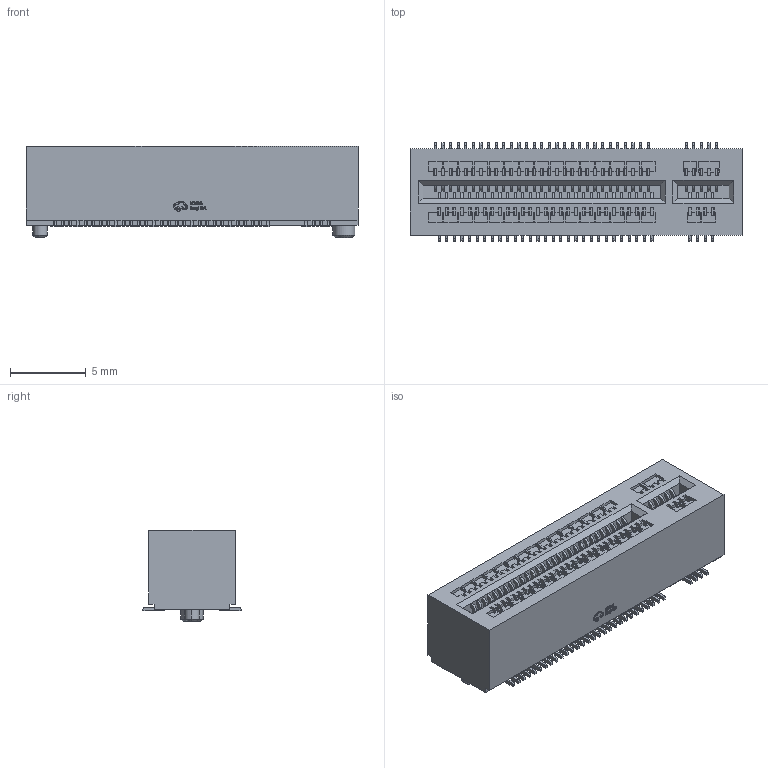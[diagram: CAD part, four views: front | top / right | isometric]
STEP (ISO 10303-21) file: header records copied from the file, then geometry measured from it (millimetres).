
FILE_DESCRIPTION (( 'STEP AP214' ), '1' );
FILE_NAME ('CONN-SMD_HYCW19M-05NGFF-530B.STEP', '2024-12-08T12:36:20', ( '' ), ( '' ), 'SwSTEP 2.0', 'SolidWorks 2020', '' );
FILE_SCHEMA (( 'AUTOMOTIVE_DESIGN' ));
Length unit declared in the file: millimetre
Products named in the file (1): CONN-SMD_HYCW19M-05NGFF-530B
Bounding box: 21.85 x 6.46 x 6 mm (x, y, z)
Volume: 571 mm3; surface area: 1194 mm2
Topology: 1 solids, 1 shells, 2645 faces, 7587 edges, 5054 vertices
Faces by surface type: plane 2137, cylinder 406, bspline 98, cone 4
Entity records: 115714 total; most frequent: CARTESIAN_POINT 16593, ORIENTED_EDGE 15174, DIRECTION 13299, EDGE_CURVE 7587, LINE 6571, VECTOR 6571, VERTEX_POINT 5054, AXIS2_PLACEMENT_3D 3364
